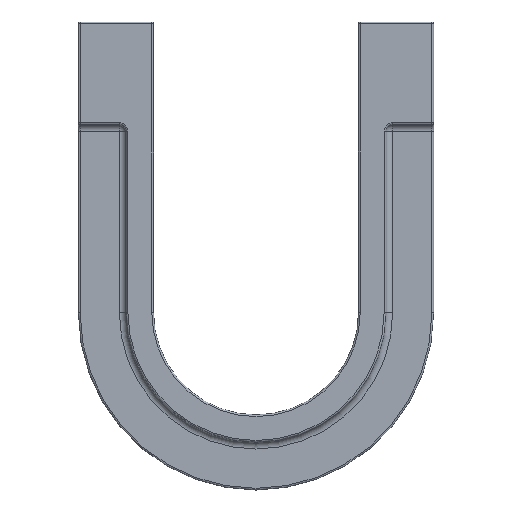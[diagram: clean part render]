
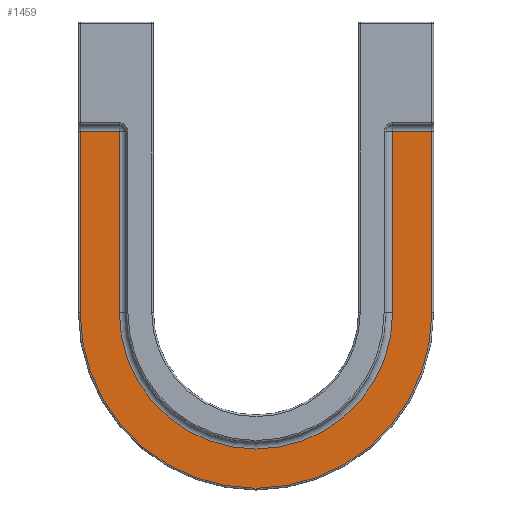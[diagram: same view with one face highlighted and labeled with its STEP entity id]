
A CAD part, left-side view. The second image highlights one B-rep face of the part: STEP entity #1459.
In plain terms, the highlighted planar face has unit normal (-1, 0, 0).
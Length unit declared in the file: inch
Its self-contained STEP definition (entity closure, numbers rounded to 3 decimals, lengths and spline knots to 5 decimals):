
#23=PLANE('',#1670);
#86=LINE('',#2474,#184);
#88=LINE('',#2486,#186);
#128=LINE('',#2594,#226);
#129=LINE('',#2598,#227);
#130=LINE('',#2600,#228);
#131=LINE('',#2603,#229);
#184=VECTOR('',#1980,0.3937);
#186=VECTOR('',#1994,0.3937);
#226=VECTOR('',#2124,0.3937);
#227=VECTOR('',#2129,0.3937);
#228=VECTOR('',#2130,0.3937);
#229=VECTOR('',#2133,0.3937);
#365=FACE_OUTER_BOUND('',#466,.T.);
#466=EDGE_LOOP('',(#1206,#1207,#1208,#1209,#1210,#1211,#1212,#1213));
#578=CIRCLE('',#1621,2.575);
#600=CIRCLE('',#1671,2.);
#689=VERTEX_POINT('',#2464);
#691=VERTEX_POINT('',#2470);
#693=VERTEX_POINT('',#2476);
#695=VERTEX_POINT('',#2482);
#719=VERTEX_POINT('',#2593);
#720=VERTEX_POINT('',#2597);
#721=VERTEX_POINT('',#2599);
#722=VERTEX_POINT('',#2601);
#841=EDGE_CURVE('',#689,#691,#86,.T.);
#844=EDGE_CURVE('',#691,#693,#578,.T.);
#847=EDGE_CURVE('',#693,#695,#88,.T.);
#906=EDGE_CURVE('',#695,#719,#128,.T.);
#908=EDGE_CURVE('',#720,#689,#129,.T.);
#909=EDGE_CURVE('',#721,#720,#130,.T.);
#910=EDGE_CURVE('',#722,#721,#600,.T.);
#911=EDGE_CURVE('',#719,#722,#131,.T.);
#1206=ORIENTED_EDGE('',*,*,#847,.F.);
#1207=ORIENTED_EDGE('',*,*,#844,.F.);
#1208=ORIENTED_EDGE('',*,*,#841,.F.);
#1209=ORIENTED_EDGE('',*,*,#908,.F.);
#1210=ORIENTED_EDGE('',*,*,#909,.F.);
#1211=ORIENTED_EDGE('',*,*,#910,.F.);
#1212=ORIENTED_EDGE('',*,*,#911,.F.);
#1213=ORIENTED_EDGE('',*,*,#906,.F.);
#1459=ADVANCED_FACE('',(#365),#23,.T.);
#1621=AXIS2_PLACEMENT_3D('',#2480,#1987,#1988);
#1670=AXIS2_PLACEMENT_3D('',#2596,#2127,#2128);
#1671=AXIS2_PLACEMENT_3D('',#2602,#2131,#2132);
#1980=DIRECTION('',(0.,0.,-1.));
#1987=DIRECTION('center_axis',(1.,0.,0.));
#1988=DIRECTION('ref_axis',(0.,0.,-1.));
#1994=DIRECTION('',(0.,0.,1.));
#2124=DIRECTION('',(0.,-1.,0.));
#2127=DIRECTION('center_axis',(-1.,0.,0.));
#2128=DIRECTION('ref_axis',(0.,1.,0.));
#2129=DIRECTION('',(0.,-1.,0.));
#2130=DIRECTION('',(0.,0.,1.));
#2131=DIRECTION('center_axis',(-1.,0.,0.));
#2132=DIRECTION('ref_axis',(0.,0.,-1.));
#2133=DIRECTION('',(0.,0.,-1.));
#2464=CARTESIAN_POINT('',(-0.2,-4.075,-0.1));
#2470=CARTESIAN_POINT('',(-0.2,-4.075,-2.75));
#2474=CARTESIAN_POINT('',(-0.2,-4.075,-1.375));
#2476=CARTESIAN_POINT('',(-0.2,1.075,-2.75));
#2480=CARTESIAN_POINT('Origin',(-0.2,-1.5,-2.75));
#2482=CARTESIAN_POINT('',(-0.2,1.075,-0.1));
#2486=CARTESIAN_POINT('',(-0.2,1.075,0.));
#2593=CARTESIAN_POINT('',(-0.2,0.5,-0.1));
#2594=CARTESIAN_POINT('',(-0.2,0.475,-0.1));
#2596=CARTESIAN_POINT('Origin',(-0.2,0.4,0.));
#2597=CARTESIAN_POINT('',(-0.2,-3.5,-0.1));
#2598=CARTESIAN_POINT('',(-0.2,-1.575,-0.1));
#2599=CARTESIAN_POINT('',(-0.2,-3.5,-2.75));
#2600=CARTESIAN_POINT('',(-0.2,-3.5,-1.375));
#2601=CARTESIAN_POINT('',(-0.2,0.5,-2.75));
#2602=CARTESIAN_POINT('Origin',(-0.2,-1.5,-2.75));
#2603=CARTESIAN_POINT('',(-0.2,0.5,0.));
